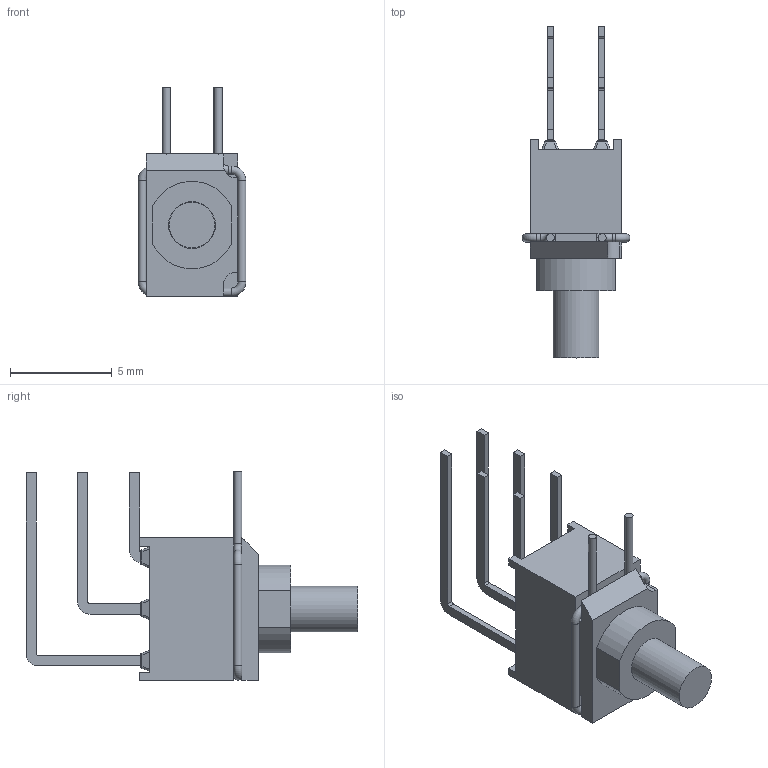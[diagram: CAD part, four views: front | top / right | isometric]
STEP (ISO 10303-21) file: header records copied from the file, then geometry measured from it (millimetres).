
FILE_DESCRIPTION((' '),'2;1');
FILE_NAME('800UDP8P1A1M7RE.stp','2017-08-02T08:31:22',(' '),(' '),' ','ACIS',' ');
FILE_SCHEMA(('CONFIG_CONTROL_DESIGN'));
Length unit declared in the file: inch
Products named in the file (1): 800UDP8P1A1M7RE.stp
Bounding box: 5.3 x 16.31 x 10.25 mm (x, y, z)
Volume: 210.9 mm3; surface area: 404.6 mm2
Topology: 1 solids, 1 shells, 230 faces, 573 edges, 345 vertices
Faces by surface type: plane 127, cylinder 73, sphere 24, torus 6
Full cylindrical faces by diameter (mm): 0.4 x7, 2.25 x1, 2.3 x1
Entity records: 6800 total; most frequent: DIRECTION 1191, CARTESIAN_POINT 1145, ORIENTED_EDGE 1122, EDGE_CURVE 561, AXIS2_PLACEMENT_3D 403, VECTOR 385, LINE 385, VERTEX_POINT 341
